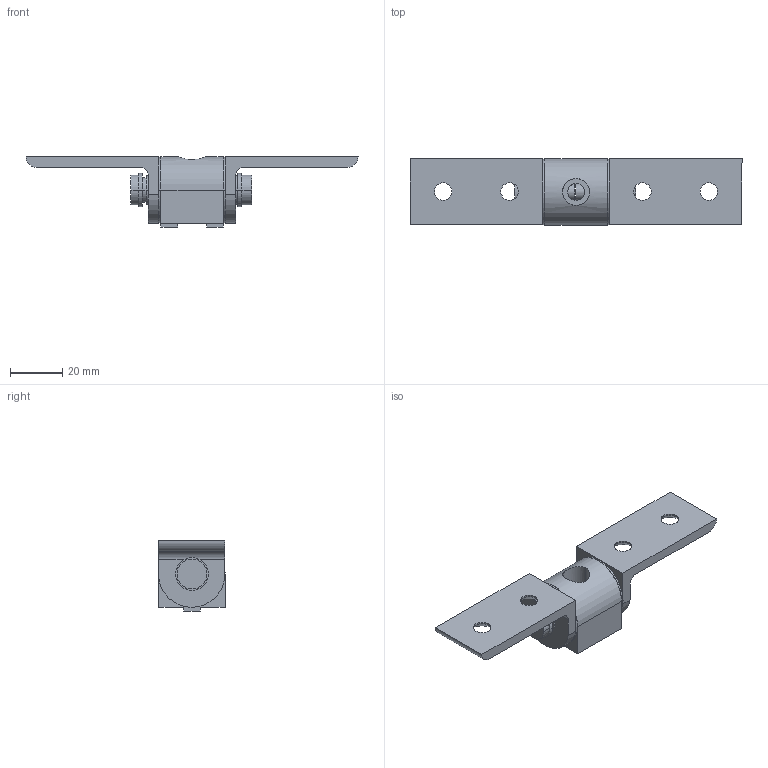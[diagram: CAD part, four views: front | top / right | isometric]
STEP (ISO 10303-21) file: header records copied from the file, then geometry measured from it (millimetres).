
FILE_DESCRIPTION((''),'2;1');
FILE_NAME('10HI8324.stp','2015-07-13T14:17:11',(''),(''),'Mechanical Desktop 2011','Mechanical Desktop 2011',', , ');
FILE_SCHEMA(('AUTOMOTIVE_DESIGN { 1 2 10303 214 1 1 1 1 }'));
Length unit declared in the file: inch
Products named in the file (1): Product
Bounding box: 127 x 25.4 x 26.92 mm (x, y, z)
Volume: 28082.9 mm3; surface area: 17682.9 mm2
Topology: 13 solids, 13 shells, 133 faces, 300 edges, 194 vertices
Faces by surface type: cylinder 73, plane 52, cone 8
Entity records: 3909 total; most frequent: DIRECTION 722, CARTESIAN_POINT 663, ORIENTED_EDGE 600, EDGE_CURVE 300, AXIS2_PLACEMENT_3D 290, VERTEX_POINT 194, EDGE_LOOP 168, CIRCLE 148
